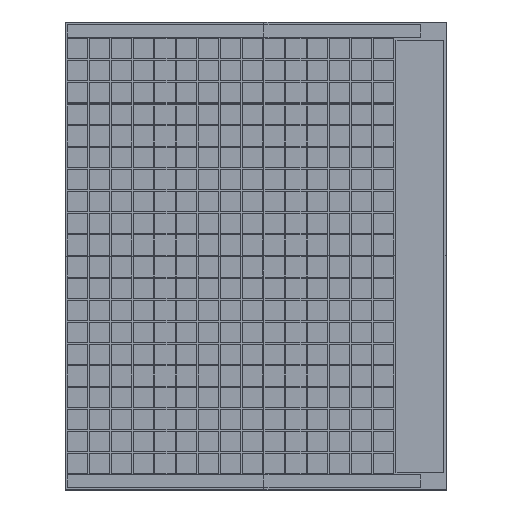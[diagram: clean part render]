
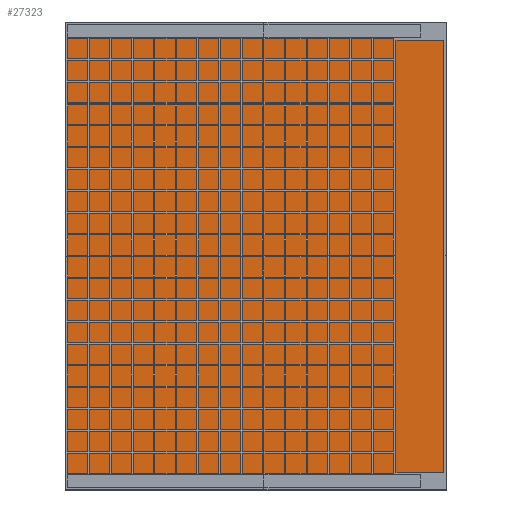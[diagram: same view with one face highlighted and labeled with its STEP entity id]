
A CAD part, top view. The second image highlights one B-rep face of the part: STEP entity #27323.
In plain terms, the highlighted planar face has unit normal (0, 0, 1).
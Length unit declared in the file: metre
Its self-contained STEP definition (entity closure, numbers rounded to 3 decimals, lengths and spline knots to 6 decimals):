
#7487=ORIENTED_EDGE('',*,*,#11213,.T.);
#7488=ORIENTED_EDGE('',*,*,#11223,.T.);
#7489=ORIENTED_EDGE('',*,*,#11220,.F.);
#7490=ORIENTED_EDGE('',*,*,#11217,.F.);
#11213=EDGE_CURVE('',#13707,#13708,#17435,.T.);
#11217=EDGE_CURVE('',#13707,#13711,#17439,.T.);
#11220=EDGE_CURVE('',#13711,#13713,#17442,.T.);
#11223=EDGE_CURVE('',#13708,#13713,#17445,.T.);
#13707=VERTEX_POINT('',#42359);
#13708=VERTEX_POINT('',#42360);
#13711=VERTEX_POINT('',#42368);
#13713=VERTEX_POINT('',#42374);
#17435=LINE('',#42358,#21167);
#17439=LINE('',#42367,#21171);
#17442=LINE('',#42373,#21174);
#17445=LINE('',#42379,#21177);
#21167=VECTOR('',#34877,1.);
#21171=VECTOR('',#34883,1.);
#21174=VECTOR('',#34888,1.);
#21177=VECTOR('',#34893,1.);
#22996=EDGE_LOOP('',(#7487,#7488,#7489,#7490));
#24814=FACE_BOUND('',#22996,.T.);
#26068=PLANE('',#28642);
#27323=ADVANCED_FACE('',(#24814),#26068,.F.);
#28642=AXIS2_PLACEMENT_3D('',#42382,#34897,#34898);
#34877=DIRECTION('',(0.,-1.,0.));
#34883=DIRECTION('',(1.,0.,0.));
#34888=DIRECTION('',(0.,-1.,0.));
#34893=DIRECTION('',(1.,0.,0.));
#34897=DIRECTION('',(0.,0.,-1.));
#34898=DIRECTION('',(1.,0.,0.));
#42358=CARTESIAN_POINT('',(-0.146,0.,0.));
#42359=CARTESIAN_POINT('',(-0.146,0.178667,0.));
#42360=CARTESIAN_POINT('',(-0.146,-0.178667,0.));
#42367=CARTESIAN_POINT('',(-0.0005,0.178667,0.));
#42368=CARTESIAN_POINT('',(0.145,0.178667,0.));
#42373=CARTESIAN_POINT('',(0.145,0.,0.));
#42374=CARTESIAN_POINT('',(0.145,-0.178667,0.));
#42379=CARTESIAN_POINT('',(-0.0005,-0.178667,0.));
#42382=CARTESIAN_POINT('',(-0.0005,0.,0.));
